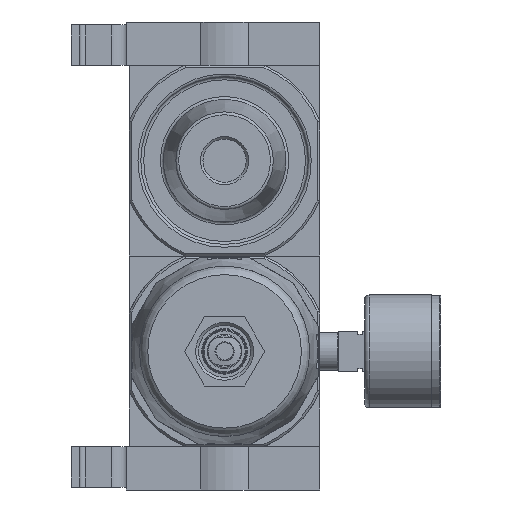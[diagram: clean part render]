
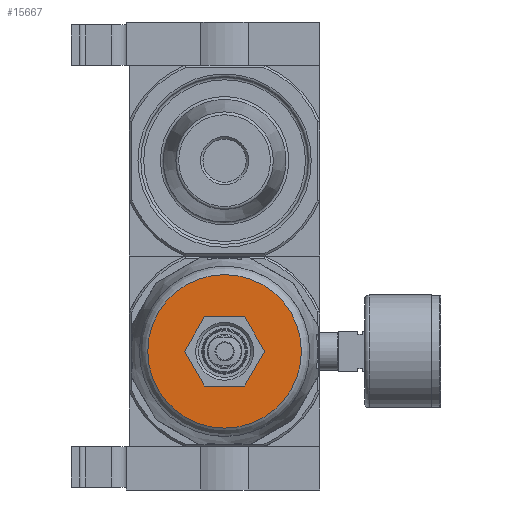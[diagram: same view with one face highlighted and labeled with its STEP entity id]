
A CAD part, front view. The second image highlights one B-rep face of the part: STEP entity #15667.
In plain terms, the highlighted planar face has unit normal (0, -1, 0).
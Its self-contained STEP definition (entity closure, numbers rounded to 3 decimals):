
#1516=CIRCLE('',#22250,26.576);
#5557=ORIENTED_EDGE('',*,*,#7743,.T.);
#5558=ORIENTED_EDGE('',*,*,#7892,.T.);
#5559=ORIENTED_EDGE('',*,*,#7907,.T.);
#5560=ORIENTED_EDGE('',*,*,#7904,.T.);
#5561=ORIENTED_EDGE('',*,*,#7901,.T.);
#5562=ORIENTED_EDGE('',*,*,#7898,.T.);
#5563=ORIENTED_EDGE('',*,*,#7895,.T.);
#7743=EDGE_CURVE('',#9349,#9349,#1516,.F.);
#7892=EDGE_CURVE('',#9432,#9431,#10571,.T.);
#7895=EDGE_CURVE('',#9434,#9432,#10574,.T.);
#7898=EDGE_CURVE('',#9436,#9434,#10577,.T.);
#7901=EDGE_CURVE('',#9438,#9436,#10580,.T.);
#7904=EDGE_CURVE('',#9440,#9438,#10583,.T.);
#7907=EDGE_CURVE('',#9431,#9440,#10586,.T.);
#9349=VERTEX_POINT('',#31730);
#9431=VERTEX_POINT('',#32234);
#9432=VERTEX_POINT('',#32236);
#9434=VERTEX_POINT('',#32242);
#9436=VERTEX_POINT('',#32248);
#9438=VERTEX_POINT('',#32254);
#9440=VERTEX_POINT('',#32260);
#10571=LINE('',#32235,#11661);
#10574=LINE('',#32241,#11664);
#10577=LINE('',#32247,#11667);
#10580=LINE('',#32253,#11670);
#10583=LINE('',#32259,#11673);
#10586=LINE('',#32264,#11676);
#11661=VECTOR('',#26765,1000.);
#11664=VECTOR('',#26770,1000.);
#11667=VECTOR('',#26775,1000.);
#11670=VECTOR('',#26780,1000.);
#11673=VECTOR('',#26785,1000.);
#11676=VECTOR('',#26790,1000.);
#12842=EDGE_LOOP('',(#5557));
#12843=EDGE_LOOP('',(#5558,#5559,#5560,#5561,#5562,#5563));
#14111=FACE_BOUND('',#12842,.T.);
#14112=FACE_BOUND('',#12843,.T.);
#14767=PLANE('',#22347);
#15667=ADVANCED_FACE('',(#14111,#14112),#14767,.F.);
#22250=AXIS2_PLACEMENT_3D('',#31729,#26509,#26510);
#22347=AXIS2_PLACEMENT_3D('',#32265,#26791,#26792);
#26509=DIRECTION('',(0.,1.,0.));
#26510=DIRECTION('',(0.,0.,1.));
#26765=DIRECTION('',(0.,0.,1.));
#26770=DIRECTION('',(-0.866,0.,0.5));
#26775=DIRECTION('',(-0.866,0.,-0.5));
#26780=DIRECTION('',(0.,0.,-1.));
#26785=DIRECTION('',(0.866,0.,-0.5));
#26790=DIRECTION('',(0.866,0.,0.5));
#26791=DIRECTION('',(0.,1.,0.));
#26792=DIRECTION('',(0.,0.,1.));
#31729=CARTESIAN_POINT('',(0.,-164.,0.));
#31730=CARTESIAN_POINT('',(0.,-164.,26.576));
#32234=CARTESIAN_POINT('',(-12.,-164.,6.928));
#32235=CARTESIAN_POINT('',(-12.,-164.,-6.928));
#32236=CARTESIAN_POINT('',(-12.,-164.,-6.928));
#32241=CARTESIAN_POINT('',(0.,-164.,-13.856));
#32242=CARTESIAN_POINT('',(0.,-164.,-13.856));
#32247=CARTESIAN_POINT('',(12.,-164.,-6.928));
#32248=CARTESIAN_POINT('',(12.,-164.,-6.928));
#32253=CARTESIAN_POINT('',(12.,-164.,6.928));
#32254=CARTESIAN_POINT('',(12.,-164.,6.928));
#32259=CARTESIAN_POINT('',(0.,-164.,13.856));
#32260=CARTESIAN_POINT('',(0.,-164.,13.856));
#32264=CARTESIAN_POINT('',(-12.,-164.,6.928));
#32265=CARTESIAN_POINT('',(0.,-164.,0.));
